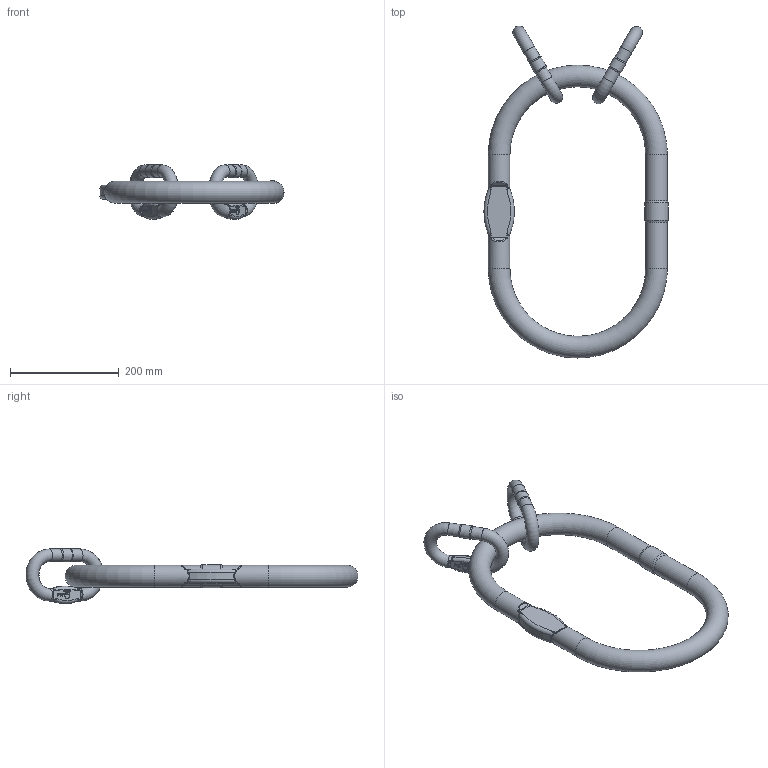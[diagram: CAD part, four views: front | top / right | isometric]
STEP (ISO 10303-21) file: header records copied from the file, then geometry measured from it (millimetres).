
FILE_DESCRIPTION(/* description */ (''),/* implementation_level */ '2;1');
FILE_NAME(/* name */ 'VSAW 2-16_4-13.stp',/* time_stamp */ '2013-11-14T14:11:40+01:00',/* author */ (''),/* organization */ (''),/* preprocessor_version */ 'ST-DEVELOPER v14',/* originating_system */ 'SIEMENS PLM Software NX 8.0',/* authorisation */ '');
FILE_SCHEMA (('AUTOMOTIVE_DESIGN { 1 0 10303 214 3 1 1 1 }'));
Length unit declared in the file: millimetre
Products named in the file (1): KSE153CF84F8sim
Bounding box: 339.44 x 612.01 x 101.41 mm (x, y, z)
Volume: 1981559.9 mm3; surface area: 226162 mm2
Topology: 47 solids, 47 shells, 1645 faces, 4617 edges, 3048 vertices
Faces by surface type: plane 1440, cylinder 97, bspline 60, extrusion 24, torus 18, cone 6
Full cylindrical faces by diameter (mm): 23 x8, 24.725 x2, 40 x4, 43 x1
Entity records: 54376 total; most frequent: CARTESIAN_POINT 12342, ORIENTED_EDGE 9132, DIRECTION 7686, EDGE_CURVE 4566, VECTOR 4106, LINE 4082, VERTEX_POINT 3036, AXIS2_PLACEMENT_3D 1790
